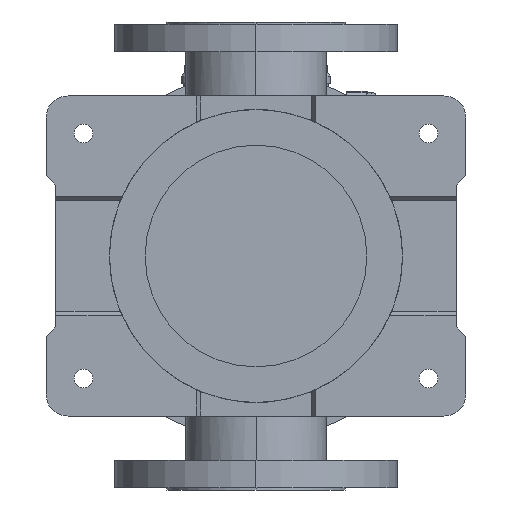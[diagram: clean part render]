
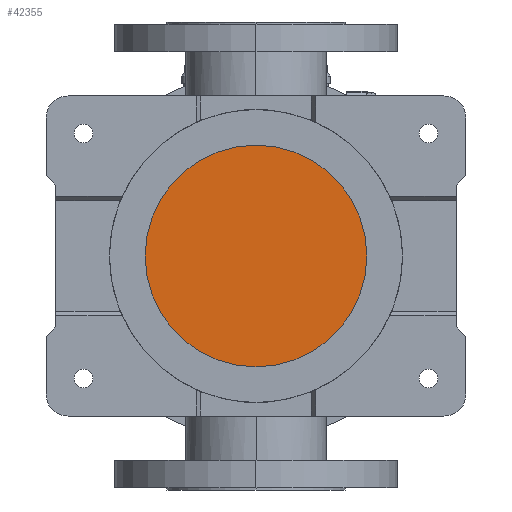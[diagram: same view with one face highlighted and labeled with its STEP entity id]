
A CAD part, front view. The second image highlights one B-rep face of the part: STEP entity #42355.
In plain terms, the highlighted face is planar.
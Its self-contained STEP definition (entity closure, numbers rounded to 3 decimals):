
#2256 = VERTEX_POINT ( 'NONE', #10777 ) ;
#7738 = AXIS2_PLACEMENT_3D ( 'NONE', #14612, #23231, #36023 ) ;
#10777 = CARTESIAN_POINT ( 'NONE',  ( 0., 120., 81. ) ) ;
#13319 = AXIS2_PLACEMENT_3D ( 'NONE', #40907, #14757, #40078 ) ;
#14276 = EDGE_LOOP ( 'NONE', ( #50201, #35261 ) ) ;
#14612 = CARTESIAN_POINT ( 'NONE',  ( 132., -132., 81. ) ) ;
#14757 = DIRECTION ( 'NONE',  ( 0., 0., 1. ) ) ;
#15116 = DIRECTION ( 'NONE',  ( 0., 0., 1. ) ) ;
#19615 = FACE_OUTER_BOUND ( 'NONE', #14276, .T. ) ;
#19825 = CARTESIAN_POINT ( 'NONE',  ( 0., 0., 81. ) ) ;
#23231 = DIRECTION ( 'NONE',  ( 0., 0., 1. ) ) ;
#27602 = AXIS2_PLACEMENT_3D ( 'NONE', #19825, #15116, #36791 ) ;
#29858 = VERTEX_POINT ( 'NONE', #52249 ) ;
#32867 = CIRCLE ( 'NONE', #13319, 120. ) ;
#35261 = ORIENTED_EDGE ( 'NONE', *, *, #40619, .F. ) ;
#36023 = DIRECTION ( 'NONE',  ( 0., 1., 0. ) ) ;
#36791 = DIRECTION ( 'NONE',  ( 0., 1., 0. ) ) ;
#38260 = CIRCLE ( 'NONE', #27602, 120. ) ;
#39713 = EDGE_CURVE ( 'NONE', #2256, #29858, #32867, .T. ) ;
#40078 = DIRECTION ( 'NONE',  ( 0., 1., 0. ) ) ;
#40619 = EDGE_CURVE ( 'NONE', #29858, #2256, #38260, .T. ) ;
#40907 = CARTESIAN_POINT ( 'NONE',  ( 0., 0., 81. ) ) ;
#42355 = ADVANCED_FACE ( 'NONE', ( #19615 ), #53314, .F. ) ;
#50201 = ORIENTED_EDGE ( 'NONE', *, *, #39713, .F. ) ;
#52249 = CARTESIAN_POINT ( 'NONE',  ( 0., -120., 81. ) ) ;
#53314 = PLANE ( 'NONE',  #7738 ) ;
